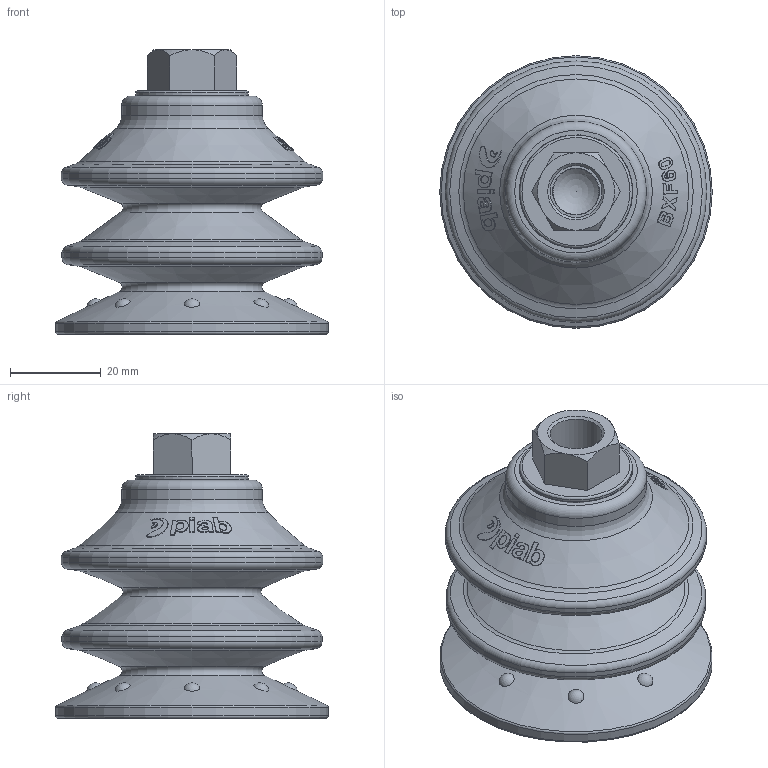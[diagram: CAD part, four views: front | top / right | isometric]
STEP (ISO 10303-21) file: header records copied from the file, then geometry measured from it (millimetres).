
FILE_DESCRIPTION( ( 'Unknown' ), '1' );
FILE_NAME( 'SE-0414674.stp', 'Unknown', ( 'Unknown' ), ( 'Unknown' ), 'PSStep 17.0.49', 'Unknown', ' ' );
FILE_SCHEMA( ( 'AUTOMOTIVE_DESIGN { 1 0 10303 214 1 1 1 1 }' ) );
Length unit declared in the file: millimetre
Products named in the file (6): SE-0414230; SE-0413381; 0123110; Assem1; SE-0414605; SE-0408103
Assembly tree (5 placements, depth 3):
  Assem1
    SE-0414605
    SE-0408103
    SE-0414230
      SE-0413381
      0123110
Bounding box: 60 x 60 x 62.61 mm (x, y, z)
Volume: 74472.1 mm3; surface area: 31773 mm2
Topology: 4 solids, 6 shells, 395 faces, 1021 edges, 647 vertices
Faces by surface type: bspline 177, plane 64, cone 60, cylinder 54, torus 30, sphere 10
Full cylindrical faces by diameter (mm): 10.3 x2, 10.6 x1, 11 x2, 11.445 x2, 14.8 x1, 14.95 x1, 15 x1, 16.662 x1, 18.1 x1, 19 x2, 21.4 x1, 21.5 x2, 23 x1, 24.5 x1, 24.8 x1, 25 x1, 31 x1, 57.25 x1, 57.575 x1, 58.625 x1, 60 x1
Entity records: 20879 total; most frequent: CARTESIAN_POINT 9992, ORIENTED_EDGE 1780, DIRECTION 1026, EDGE_CURVE 890, VERTEX_POINT 623, EDGE_LOOP 515, B_SPLINE_CURVE_WITH_KNOTS 507, FACE_OUTER_BOUND 450
